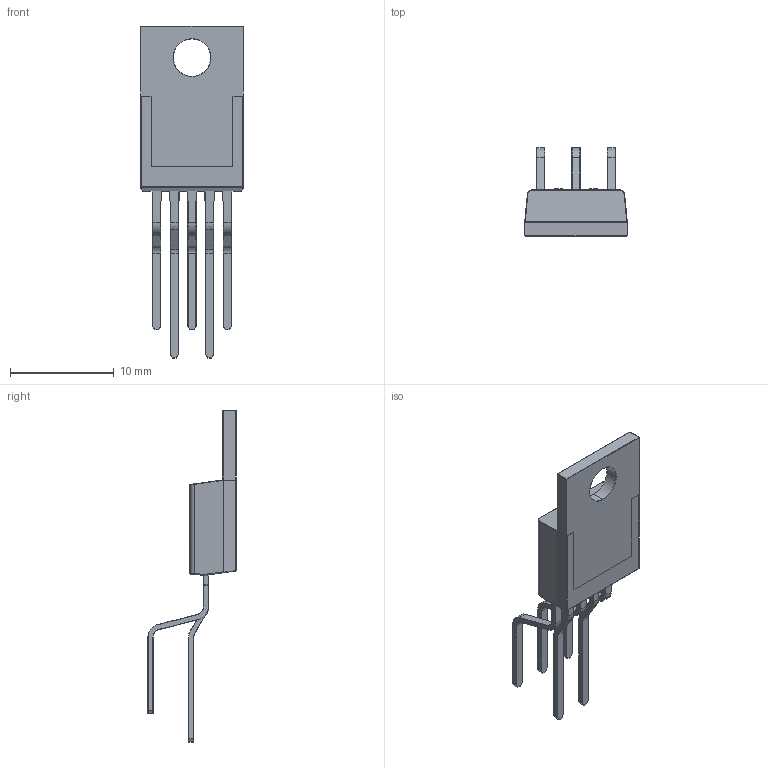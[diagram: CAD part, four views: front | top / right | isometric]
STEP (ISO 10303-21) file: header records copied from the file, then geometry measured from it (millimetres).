
FILE_DESCRIPTION (( 'STEP AP214' ), '1' );
FILE_NAME ('User Library-TO220-5TV Full.STEP', '2018-03-03T11:30:35', ( '' ), ( '' ), 'SwSTEP 2.0', 'SolidWorks 2018', '' );
FILE_SCHEMA (( 'AUTOMOTIVE_DESIGN' ));
Length unit declared in the file: millimetre
Products named in the file (1): User Library-TO220-5TV Full
Bounding box: 9.9 x 8.5 x 31.99 mm (x, y, z)
Volume: 487.8 mm3; surface area: 856.6 mm2
Topology: 2 solids, 2 shells, 665 faces, 1634 edges, 932 vertices
Faces by surface type: plane 254, cylinder 225, sphere 68, torus 64, bspline 54
Entity records: 28926 total; most frequent: CARTESIAN_POINT 6508, DIRECTION 3140, ORIENTED_EDGE 3132, EDGE_CURVE 1566, AXIS2_PLACEMENT_3D 1100, LINE 940, VECTOR 940, VERTEX_POINT 932
